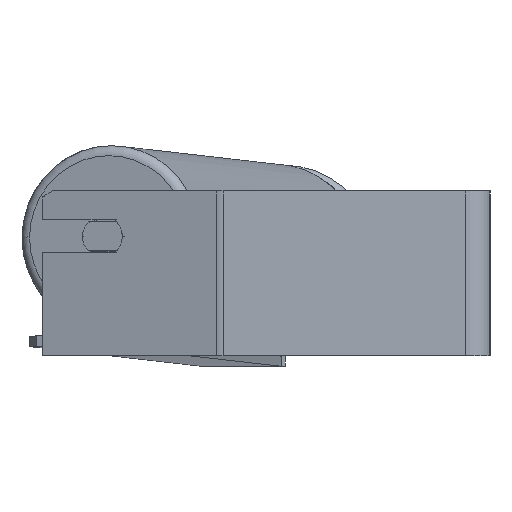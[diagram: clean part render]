
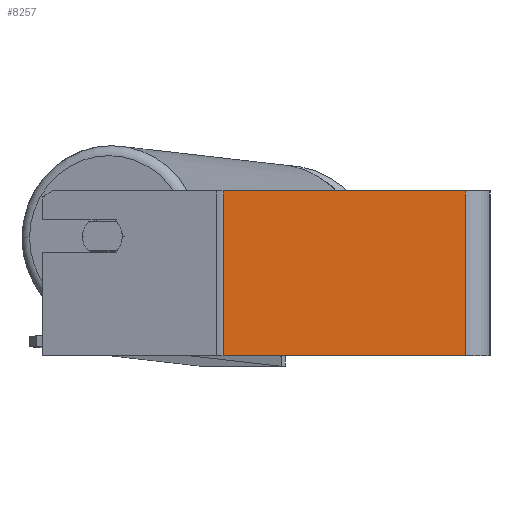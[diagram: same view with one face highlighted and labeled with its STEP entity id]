
A CAD part, left-side view. The second image highlights one B-rep face of the part: STEP entity #8257.
In plain terms, the highlighted planar face has unit normal (-1, 0, 0).
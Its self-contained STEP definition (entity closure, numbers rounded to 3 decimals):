
#290 = ORIENTED_EDGE ( 'NONE', *, *, #5075, .T. ) ;
#310 = CARTESIAN_POINT ( 'NONE',  ( -525., 131.166, 40. ) ) ;
#940 = VERTEX_POINT ( 'NONE', #6419 ) ;
#1068 = VECTOR ( 'NONE', #5331, 1000. ) ;
#1258 = VERTEX_POINT ( 'NONE', #1339 ) ;
#1339 = CARTESIAN_POINT ( 'NONE',  ( -525., 12., 40. ) ) ;
#1361 = VECTOR ( 'NONE', #8845, 1000. ) ;
#1440 = CARTESIAN_POINT ( 'NONE',  ( -525., 12., -40. ) ) ;
#1484 = ORIENTED_EDGE ( 'NONE', *, *, #5722, .T. ) ;
#1781 = CARTESIAN_POINT ( 'NONE',  ( -525., 12., 40. ) ) ;
#1870 = LINE ( 'NONE', #1781, #1361 ) ;
#2448 = DIRECTION ( 'NONE',  ( 0., 0., -1. ) ) ;
#2535 = CARTESIAN_POINT ( 'NONE',  ( -525., 131.166, -40. ) ) ;
#3436 = VECTOR ( 'NONE', #8733, 1000. ) ;
#3583 = VERTEX_POINT ( 'NONE', #1440 ) ;
#3654 = DIRECTION ( 'NONE',  ( 0., 0., -1. ) ) ;
#3824 = PLANE ( 'NONE',  #6524 ) ;
#3951 = EDGE_LOOP ( 'NONE', ( #290, #5029, #5512, #1484 ) ) ;
#4194 = EDGE_CURVE ( 'NONE', #1258, #3583, #1870, .T. ) ;
#4265 = CARTESIAN_POINT ( 'NONE',  ( -525., 129.587, -40. ) ) ;
#4439 = LINE ( 'NONE', #7106, #6205 ) ;
#4609 = LINE ( 'NONE', #310, #3436 ) ;
#5029 = ORIENTED_EDGE ( 'NONE', *, *, #4194, .F. ) ;
#5075 = EDGE_CURVE ( 'NONE', #8679, #3583, #6749, .T. ) ;
#5147 = CARTESIAN_POINT ( 'NONE',  ( -525., 131.166, 40. ) ) ;
#5331 = DIRECTION ( 'NONE',  ( 0., -1., 0. ) ) ;
#5512 = ORIENTED_EDGE ( 'NONE', *, *, #6180, .F. ) ;
#5722 = EDGE_CURVE ( 'NONE', #940, #8679, #4439, .T. ) ;
#6180 = EDGE_CURVE ( 'NONE', #940, #1258, #4609, .T. ) ;
#6205 = VECTOR ( 'NONE', #3654, 1000. ) ;
#6419 = CARTESIAN_POINT ( 'NONE',  ( -525., 129.587, 40. ) ) ;
#6524 = AXIS2_PLACEMENT_3D ( 'NONE', #5147, #6620, #2448 ) ;
#6620 = DIRECTION ( 'NONE',  ( 1., 0., 0. ) ) ;
#6749 = LINE ( 'NONE', #2535, #1068 ) ;
#7106 = CARTESIAN_POINT ( 'NONE',  ( -525., 129.587, 40. ) ) ;
#8257 = ADVANCED_FACE ( 'NONE', ( #8728 ), #3824, .F. ) ;
#8679 = VERTEX_POINT ( 'NONE', #4265 ) ;
#8728 = FACE_OUTER_BOUND ( 'NONE', #3951, .T. ) ;
#8733 = DIRECTION ( 'NONE',  ( 0., -1., 0. ) ) ;
#8845 = DIRECTION ( 'NONE',  ( 0., 0., -1. ) ) ;
